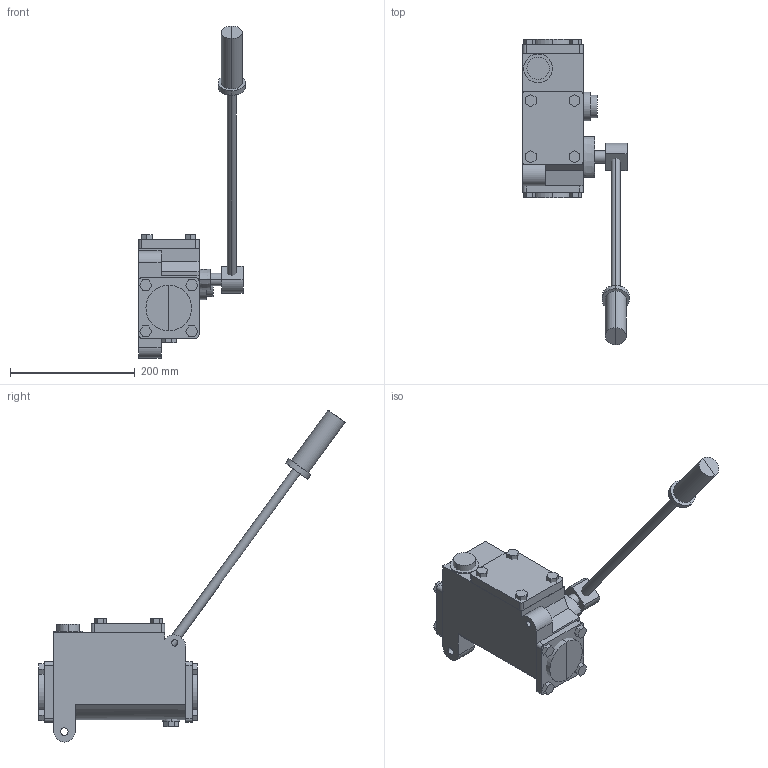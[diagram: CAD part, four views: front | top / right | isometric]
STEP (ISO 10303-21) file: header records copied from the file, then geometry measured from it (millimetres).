
FILE_DESCRIPTION(/* description */ (''),/* implementation_level */ '2;1');
FILE_NAME(/* name */ 'Взлёт Насос_ручной_Р_0,8-30.stp',/* time_stamp */ '2024-11-06T12:43:22+03:00',/* author */ ('a.zyazeva'),/* organization */ (''),/* preprocessor_version */ 'ST-DEVELOPER v18.1',/* originating_system */ 'Autodesk Inventor 2022',/* authorisation */ '');
FILE_SCHEMA (('AUTOMOTIVE_DESIGN { 1 0 10303 214 3 1 1 }'));
Length unit declared in the file: millimetre
Products named in the file (1): Взлёт Насос_
ручной_Р_0,8-30
Bounding box: 171.48 x 490.77 x 532.08 mm (x, y, z)
Volume: 4553086.2 mm3; surface area: 358087.7 mm2
Topology: 28 solids, 28 shells, 208 faces, 440 edges, 288 vertices
Faces by surface type: plane 166, cylinder 40, bspline 2
Entity records: 5707 total; most frequent: CARTESIAN_POINT 1119, DIRECTION 931, ORIENTED_EDGE 880, EDGE_CURVE 440, LINE 355, VECTOR 355, VERTEX_POINT 288, AXIS2_PLACEMENT_3D 288
